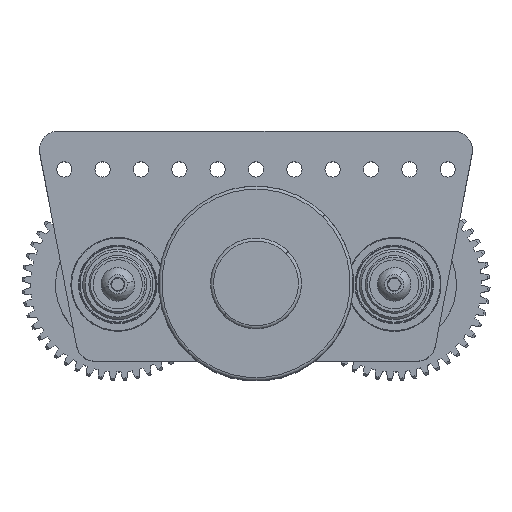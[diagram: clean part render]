
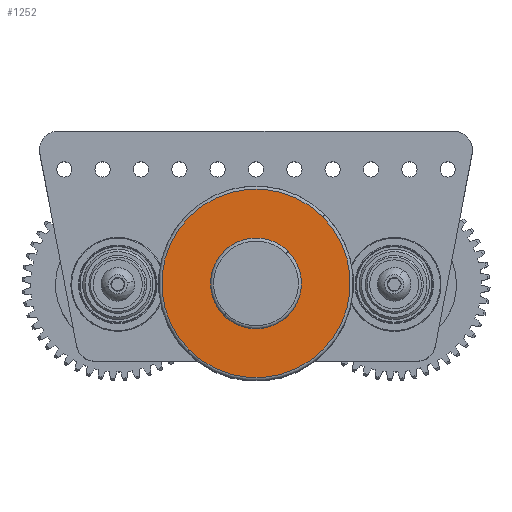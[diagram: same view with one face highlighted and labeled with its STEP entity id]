
A CAD part, top view. The second image highlights one B-rep face of the part: STEP entity #1252.
In plain terms, the highlighted face is planar.
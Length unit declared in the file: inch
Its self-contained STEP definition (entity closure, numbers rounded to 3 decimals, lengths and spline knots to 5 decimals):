
#696 = DIRECTION ( 'NONE',  ( -1., 0., 0. ) ) ;
#743 = VERTEX_POINT ( 'NONE', #65537 ) ;
#1252 = ADVANCED_FACE ( 'NONE', ( #31282, #56247 ), #63477, .T. ) ;
#6638 = DIRECTION ( 'NONE',  ( 0., 0., -1. ) ) ;
#6772 = VERTEX_POINT ( 'NONE', #14320 ) ;
#6825 = ORIENTED_EDGE ( 'NONE', *, *, #59714, .F. ) ;
#9870 = VERTEX_POINT ( 'NONE', #33393 ) ;
#13038 = CIRCLE ( 'NONE', #33249, 0.592 ) ;
#14320 = CARTESIAN_POINT ( 'NONE',  ( 0.17035, 4.303, -3.762 ) ) ;
#16693 = CIRCLE ( 'NONE', #33506, 1.22965 ) ;
#17489 = AXIS2_PLACEMENT_3D ( 'NONE', #51799, #24803, #58129 ) ;
#19996 = CARTESIAN_POINT ( 'NONE',  ( 0.808, 4.303, -3.762 ) ) ;
#20859 = CIRCLE ( 'NONE', #17489, 1.22965 ) ;
#21731 = CARTESIAN_POINT ( 'NONE',  ( 1.4, 4.303, -3.762 ) ) ;
#24803 = DIRECTION ( 'NONE',  ( 0., 0., -1. ) ) ;
#25972 = DIRECTION ( 'NONE',  ( 0., 0., -1. ) ) ;
#28777 = DIRECTION ( 'NONE',  ( 0., 0., -1. ) ) ;
#29918 = EDGE_CURVE ( 'NONE', #6772, #743, #16693, .T. ) ;
#31282 = FACE_OUTER_BOUND ( 'NONE', #32779, .T. ) ;
#31352 = DIRECTION ( 'NONE',  ( -1., 0., 0. ) ) ;
#32779 = EDGE_LOOP ( 'NONE', ( #67505, #64234 ) ) ;
#33249 = AXIS2_PLACEMENT_3D ( 'NONE', #21731, #6638, #64485 ) ;
#33393 = CARTESIAN_POINT ( 'NONE',  ( 1.992, 4.303, -3.762 ) ) ;
#33506 = AXIS2_PLACEMENT_3D ( 'NONE', #59623, #28777, #696 ) ;
#39190 = EDGE_LOOP ( 'NONE', ( #53671, #6825 ) ) ;
#42224 = CARTESIAN_POINT ( 'NONE',  ( 1.4, 4.303, -3.762 ) ) ;
#47390 = DIRECTION ( 'NONE',  ( -1., 0., 0. ) ) ;
#48418 = EDGE_CURVE ( 'NONE', #9870, #55723, #55888, .T. ) ;
#51799 = CARTESIAN_POINT ( 'NONE',  ( 1.4, 4.303, -3.762 ) ) ;
#52619 = CARTESIAN_POINT ( 'NONE',  ( 1.4, 4.303, -3.762 ) ) ;
#52690 = DIRECTION ( 'NONE',  ( 0., 0., -1. ) ) ;
#53671 = ORIENTED_EDGE ( 'NONE', *, *, #48418, .F. ) ;
#55723 = VERTEX_POINT ( 'NONE', #19996 ) ;
#55888 = CIRCLE ( 'NONE', #68150, 0.592 ) ;
#56247 = FACE_BOUND ( 'NONE', #39190, .T. ) ;
#58129 = DIRECTION ( 'NONE',  ( -1., 0., 0. ) ) ;
#59623 = CARTESIAN_POINT ( 'NONE',  ( 1.4, 4.303, -3.762 ) ) ;
#59714 = EDGE_CURVE ( 'NONE', #55723, #9870, #13038, .T. ) ;
#62473 = AXIS2_PLACEMENT_3D ( 'NONE', #52619, #25972, #47390 ) ;
#63477 = PLANE ( 'NONE',  #62473 ) ;
#64234 = ORIENTED_EDGE ( 'NONE', *, *, #67776, .T. ) ;
#64485 = DIRECTION ( 'NONE',  ( -1., 0., 0. ) ) ;
#65537 = CARTESIAN_POINT ( 'NONE',  ( 2.62965, 4.303, -3.762 ) ) ;
#67505 = ORIENTED_EDGE ( 'NONE', *, *, #29918, .T. ) ;
#67776 = EDGE_CURVE ( 'NONE', #743, #6772, #20859, .T. ) ;
#68150 = AXIS2_PLACEMENT_3D ( 'NONE', #42224, #52690, #31352 ) ;
